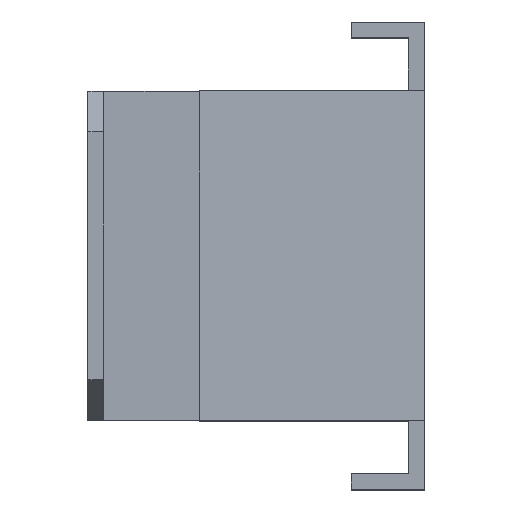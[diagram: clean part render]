
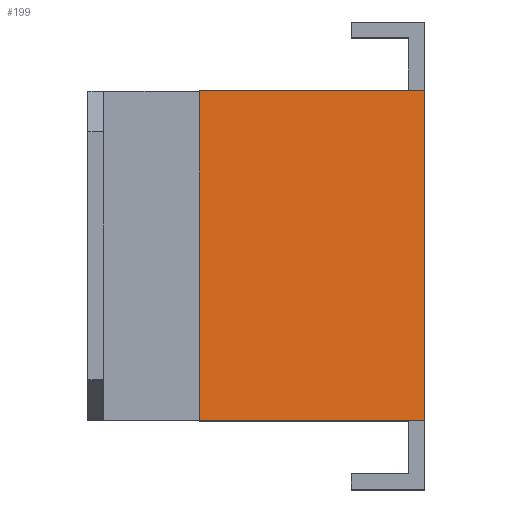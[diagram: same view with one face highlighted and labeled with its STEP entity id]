
A CAD part, top view. The second image highlights one B-rep face of the part: STEP entity #199.
In plain terms, the highlighted planar face has unit normal (0.07, 0, 0.998).
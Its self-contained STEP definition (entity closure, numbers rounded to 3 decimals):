
#199=ADVANCED_FACE('',(#410),#411,.F.);
#410=FACE_OUTER_BOUND('',#626,.T.);
#411=PLANE('',#627);
#626=EDGE_LOOP('',(#1219,#1220,#1221,#1222));
#627=AXIS2_PLACEMENT_3D('',#1223,#1224,#1225);
#1219=ORIENTED_EDGE('',*,*,#1486,.T.);
#1220=ORIENTED_EDGE('',*,*,#1396,.T.);
#1221=ORIENTED_EDGE('',*,*,#1502,.T.);
#1222=ORIENTED_EDGE('',*,*,#1580,.F.);
#1223=CARTESIAN_POINT('',(0.722,4.65,6.798));
#1224=DIRECTION('',(-0.07,0.0,-0.998));
#1225=DIRECTION('',(0.0,1.0,0.0));
#1396=EDGE_CURVE('',#1706,#1704,#1707,.T.);
#1486=EDGE_CURVE('',#1845,#1706,#1846,.T.);
#1502=EDGE_CURVE('',#1704,#1871,#1873,.T.);
#1580=EDGE_CURVE('',#1845,#1871,#1975,.T.);
#1704=VERTEX_POINT('',#2144);
#1706=VERTEX_POINT('',#2147);
#1707=LINE('',#2148,#2149);
#1845=VERTEX_POINT('',#2355);
#1846=LINE('',#2356,#2357);
#1871=VERTEX_POINT('',#2394);
#1873=LINE('',#2397,#2398);
#1975=LINE('',#2549,#2550);
#2144=CARTESIAN_POINT('',(6.35,4.65,6.404));
#2147=CARTESIAN_POINT('',(6.35,-4.65,6.404));
#2148=CARTESIAN_POINT('',(6.35,-4.65,6.404));
#2149=VECTOR('',#2660,9.3);
#2355=CARTESIAN_POINT('',(0.0,-4.65,6.849));
#2356=CARTESIAN_POINT('',(0.0,-4.65,6.849));
#2357=VECTOR('',#2738,6.366);
#2394=CARTESIAN_POINT('',(0.0,4.65,6.849));
#2397=CARTESIAN_POINT('',(6.35,4.65,6.404));
#2398=VECTOR('',#2752,6.366);
#2549=CARTESIAN_POINT('',(0.0,-4.65,6.849));
#2550=VECTOR('',#2805,9.3);
#2660=DIRECTION('',(0.0,1.0,0.0));
#2738=DIRECTION('',(0.998,0.0,-0.07));
#2752=DIRECTION('',(-0.998,0.0,0.07));
#2805=DIRECTION('',(0.0,1.0,0.0));
